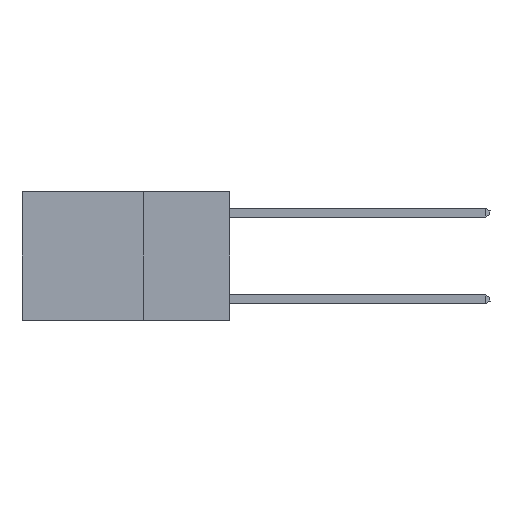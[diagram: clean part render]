
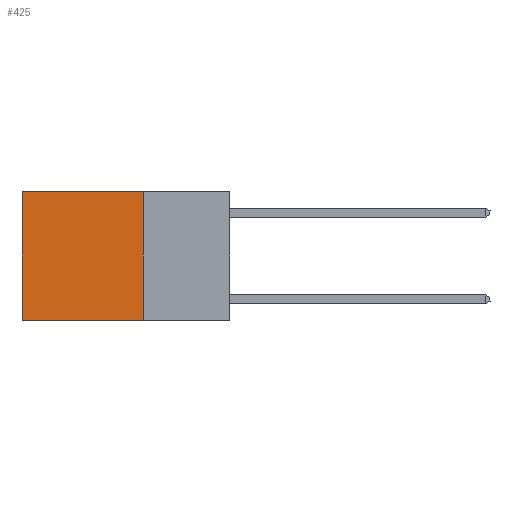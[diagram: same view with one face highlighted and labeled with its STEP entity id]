
A CAD part, left-side view. The second image highlights one B-rep face of the part: STEP entity #425.
In plain terms, the highlighted planar face has unit normal (-1, 0, 0).
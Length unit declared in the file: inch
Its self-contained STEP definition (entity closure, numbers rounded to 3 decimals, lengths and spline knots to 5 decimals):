
#425 = ADVANCED_FACE ( 'NONE', ( #7084 ), #10336, .F. ) ;
#916 = EDGE_CURVE ( 'NONE', #12000, #13396, #9171, .T. ) ;
#1015 = VECTOR ( 'NONE', #8785, 39.37008 ) ;
#1545 = DIRECTION ( 'NONE',  ( 0., 1., 0. ) ) ;
#1682 = DIRECTION ( 'NONE',  ( 0., 0., -1. ) ) ;
#1778 = VECTOR ( 'NONE', #1545, 39.37008 ) ;
#1912 = VECTOR ( 'NONE', #7657, 39.37008 ) ;
#2283 = ORIENTED_EDGE ( 'NONE', *, *, #7351, .T. ) ;
#3234 = CARTESIAN_POINT ( 'NONE',  ( 0.2625, 0.6, 0. ) ) ;
#3322 = CARTESIAN_POINT ( 'NONE',  ( 0.2625, 0.25, -0.37 ) ) ;
#3357 = LINE ( 'NONE', #4586, #1912 ) ;
#3868 = DIRECTION ( 'NONE',  ( 1., 0., 0. ) ) ;
#4454 = LINE ( 'NONE', #3234, #1015 ) ;
#4586 = CARTESIAN_POINT ( 'NONE',  ( 0.2625, 0.25, 0. ) ) ;
#4717 = CARTESIAN_POINT ( 'NONE',  ( 0.2625, 0.25, 0. ) ) ;
#4810 = EDGE_LOOP ( 'NONE', ( #2283, #9416, #5479, #6636 ) ) ;
#5479 = ORIENTED_EDGE ( 'NONE', *, *, #6953, .F. ) ;
#6636 = ORIENTED_EDGE ( 'NONE', *, *, #916, .T. ) ;
#6953 = EDGE_CURVE ( 'NONE', #12000, #10765, #3357, .T. ) ;
#6997 = CARTESIAN_POINT ( 'NONE',  ( 0.2625, 0.6, -0.37 ) ) ;
#7084 = FACE_OUTER_BOUND ( 'NONE', #4810, .T. ) ;
#7159 = DIRECTION ( 'NONE',  ( 0., 1., 0. ) ) ;
#7351 = EDGE_CURVE ( 'NONE', #13396, #10547, #4454, .T. ) ;
#7657 = DIRECTION ( 'NONE',  ( 0., 0., -1. ) ) ;
#8785 = DIRECTION ( 'NONE',  ( 0., 0., -1. ) ) ;
#9171 = LINE ( 'NONE', #4717, #11852 ) ;
#9260 = CARTESIAN_POINT ( 'NONE',  ( 0.2625, 0.25, -0.37 ) ) ;
#9317 = CARTESIAN_POINT ( 'NONE',  ( 0.2625, 0.6, 0. ) ) ;
#9416 = ORIENTED_EDGE ( 'NONE', *, *, #10316, .F. ) ;
#9500 = AXIS2_PLACEMENT_3D ( 'NONE', #13612, #3868, #1682 ) ;
#10316 = EDGE_CURVE ( 'NONE', #10765, #10547, #10486, .T. ) ;
#10336 = PLANE ( 'NONE',  #9500 ) ;
#10486 = LINE ( 'NONE', #9260, #1778 ) ;
#10547 = VERTEX_POINT ( 'NONE', #6997 ) ;
#10765 = VERTEX_POINT ( 'NONE', #3322 ) ;
#11852 = VECTOR ( 'NONE', #7159, 39.37008 ) ;
#12000 = VERTEX_POINT ( 'NONE', #13982 ) ;
#13396 = VERTEX_POINT ( 'NONE', #9317 ) ;
#13612 = CARTESIAN_POINT ( 'NONE',  ( 0.2625, 0.25, 0. ) ) ;
#13982 = CARTESIAN_POINT ( 'NONE',  ( 0.2625, 0.25, 0. ) ) ;
